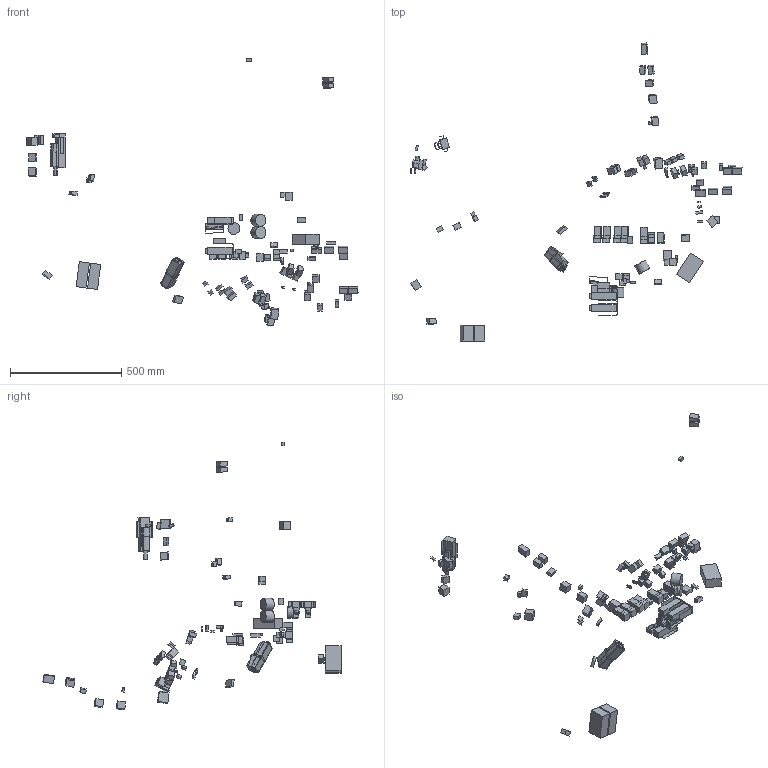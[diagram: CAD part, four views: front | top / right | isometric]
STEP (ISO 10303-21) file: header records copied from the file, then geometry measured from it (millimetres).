
FILE_DESCRIPTION(('Open CASCADE Model'),'2;1');
FILE_NAME('Open CASCADE Shape Model','2021-01-05T21:09:15',( 'CAD Processor'),('OPEN CASCADE S.A.S'), 'Open CASCADE STEP processor 7.4','CAD Processor','Unknown');
FILE_SCHEMA(('AUTOMOTIVE_DESIGN { 1 0 10303 214 1 1 1 1 }'));
Length unit declared in the file: millimetre
Products named in the file (99): ACW303248D_ASM; ACW303252D_ASM; 3013440X91; 3013151X91; SOLID; COMPOUND; SHELL; 3013451X91; 3013092X91; 3013585X91; 3013499X91; 3013498X91; 3013048X91; 3013038X91; 3013497X91; 3013010X91; 3013022X91; 3013480X91; 3013039X91; 3013459X91; 3013024X91; 3013065X91; 3013508X91; 3013479X91; 3013156X91; 3013030X91; 3013088X91; 3013528X91; 3013032X91; 3013447X91; 3013501X91; 3013418X91; 3013594X91; 3013444X91; 3013031X91; 3013488X91; 3013817X91; 3013514X91; 3013526X91; 3013815X91 ...
Assembly tree (148 placements, depth 5):
  ACW303248D_ASM
    ACW303252D_ASM
      3013440X91  x3
      3013151X91  x3
        SOLID
        COMPOUND
          SHELL
          SHELL
          SHELL
      3013451X91  x3
      3013092X91
      3013585X91  x6
      3013499X91
        SHELL
      3013498X91
        SHELL
      3013048X91  x8
      3013038X91  x6
      3013497X91  x2
      3013010X91  x3
      3013022X91
      3013480X91
      3013039X91
      3013459X91  x2
      3013024X91
      3013065X91
      3013508X91
      3013479X91  x2
      3013156X91
        SOLID
        COMPOUND
          SHELL
          SHELL
          SHELL
          SHELL
      3013030X91
      3013088X91
        SOLID
      3013528X91
      3013032X91
      3013447X91
      3013501X91
      3013418X91
        SOLID
      3013594X91  x2
        SHELL
      3013444X91
      3013031X91
        SOLID
      3013488X91  x4
      3013817X91
      3013514X91  x2
      3013526X91
      3013815X91  x2
      3013816X91
      3013454X91  x3
        SOLID
      3013527X91
      3013512X91
      3013725X1
Bounding box: 1491.4 x 1339.2 x 1201.44 mm (x, y, z)
Volume: 4183611.5 mm3; surface area: 757380.7 mm2
Topology: 117 solids, 130 shells, 942 faces, 2083 edges, 1384 vertices
Faces by surface type: plane 829, cylinder 87, bspline 20, torus 6
Full cylindrical faces by diameter (mm): 53.733 x3
Entity records: 19576 total; most frequent: CARTESIAN_POINT 3166, DIRECTION 2753, ORIENTED_EDGE 2474, EDGE_CURVE 1269, LINE 1171, VECTOR 1171, VERTEX_POINT 848, AXIS2_PLACEMENT_3D 791
